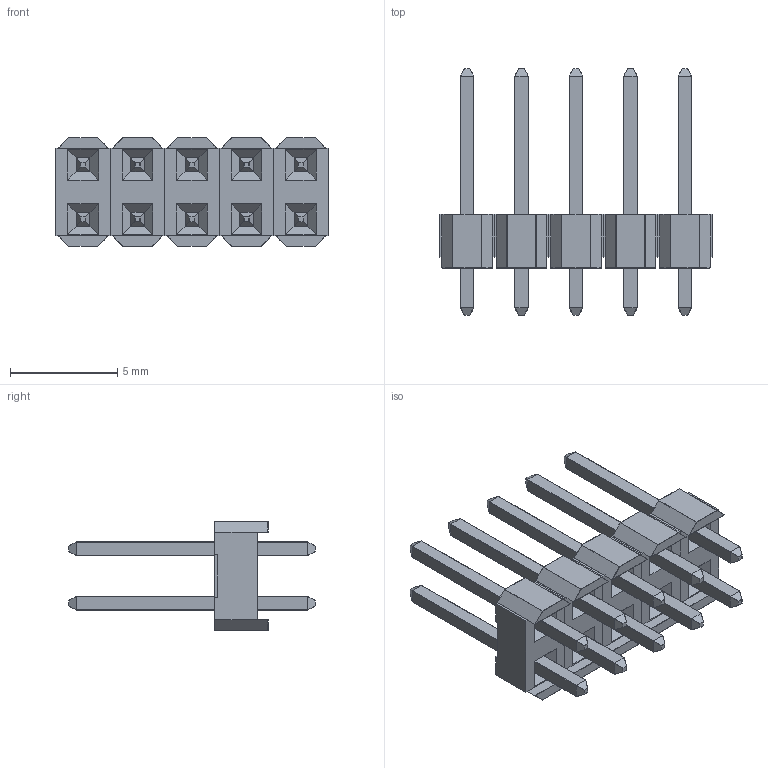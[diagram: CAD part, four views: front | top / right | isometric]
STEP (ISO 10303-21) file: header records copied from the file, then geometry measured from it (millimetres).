
FILE_DESCRIPTION (( 'STEP AP214' ), '1' );
FILE_NAME ('header-2.54-2x5.STEP', '2021-07-10T12:38:29', ( '' ), ( '' ), 'SwSTEP 2.0', 'SolidWorks 2021', '' );
FILE_SCHEMA (( 'AUTOMOTIVE_DESIGN' ));
Length unit declared in the file: millimetre
Products named in the file (3): header-2.54-2x5; header-2.54-pin_默认; header-2.54-body2_默认
Assembly tree (15 placements, depth 2):
  header-2.54-2x5
    header-2.54-body2_默认  x5
    header-2.54-pin_默认  x10
Bounding box: 12.7 x 11.5 x 5.08 mm (x, y, z)
Volume: 161.1 mm3; surface area: 617.8 mm2
Topology: 15 solids, 15 shells, 850 faces, 1990 edges, 1160 vertices
Faces by surface type: cylinder 360, plane 350, sphere 120, torus 20
Entity records: 3786 total; most frequent: CARTESIAN_POINT 718, DIRECTION 636, ORIENTED_EDGE 600, EDGE_CURVE 300, AXIS2_PLACEMENT_3D 222, VECTOR 192, LINE 192, VERTEX_POINT 176
